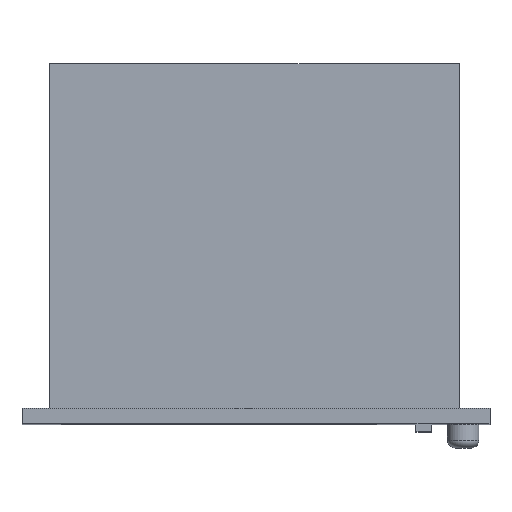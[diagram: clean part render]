
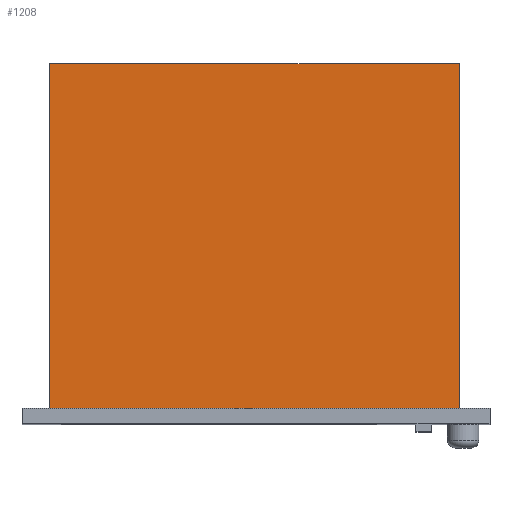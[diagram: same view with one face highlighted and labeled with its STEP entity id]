
A CAD part, top view. The second image highlights one B-rep face of the part: STEP entity #1208.
In plain terms, the highlighted planar face has unit normal (0, 0, 1).
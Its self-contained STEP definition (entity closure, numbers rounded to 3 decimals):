
#482 = PLANE('',#483);
#483 = AXIS2_PLACEMENT_3D('',#484,#485,#486);
#484 = CARTESIAN_POINT('',(297.,0.,229.5));
#485 = DIRECTION('',(0.,-1.,0.));
#486 = DIRECTION('',(0.,0.,-1.));
#855 = VERTEX_POINT('',#856);
#856 = CARTESIAN_POINT('',(35.,0.,405.));
#870 = PLANE('',#871);
#871 = AXIS2_PLACEMENT_3D('',#872,#873,#874);
#872 = CARTESIAN_POINT('',(35.,0.,405.));
#873 = DIRECTION('',(-1.,0.,0.));
#874 = DIRECTION('',(0.,0.,-1.));
#882 = EDGE_CURVE('',#883,#855,#885,.T.);
#883 = VERTEX_POINT('',#884);
#884 = CARTESIAN_POINT('',(555.,0.,405.));
#885 = SURFACE_CURVE('',#886,(#890,#897),.PCURVE_S1.);
#886 = LINE('',#887,#888);
#887 = CARTESIAN_POINT('',(555.,0.,405.));
#888 = VECTOR('',#889,1.);
#889 = DIRECTION('',(-1.,-0.,0.));
#890 = PCURVE('',#482,#891);
#891 = DEFINITIONAL_REPRESENTATION('',(#892),#896);
#892 = LINE('',#893,#894);
#893 = CARTESIAN_POINT('',(-175.5,258.));
#894 = VECTOR('',#895,1.);
#895 = DIRECTION('',(0.,-1.));
#896 = ( GEOMETRIC_REPRESENTATION_CONTEXT(2) 
PARAMETRIC_REPRESENTATION_CONTEXT() REPRESENTATION_CONTEXT('2D SPACE',''
  ) );
#897 = PCURVE('',#898,#903);
#898 = PLANE('',#899);
#899 = AXIS2_PLACEMENT_3D('',#900,#901,#902);
#900 = CARTESIAN_POINT('',(555.,0.,405.));
#901 = DIRECTION('',(0.,0.,1.));
#902 = DIRECTION('',(-1.,0.,0.));
#903 = DEFINITIONAL_REPRESENTATION('',(#904),#908);
#904 = LINE('',#905,#906);
#905 = CARTESIAN_POINT('',(0.,0.));
#906 = VECTOR('',#907,1.);
#907 = DIRECTION('',(1.,0.));
#908 = ( GEOMETRIC_REPRESENTATION_CONTEXT(2) 
PARAMETRIC_REPRESENTATION_CONTEXT() REPRESENTATION_CONTEXT('2D SPACE',''
  ) );
#924 = PLANE('',#925);
#925 = AXIS2_PLACEMENT_3D('',#926,#927,#928);
#926 = CARTESIAN_POINT('',(555.,0.,55.));
#927 = DIRECTION('',(1.,0.,0.));
#928 = DIRECTION('',(0.,0.,1.));
#1126 = PLANE('',#1127);
#1127 = AXIS2_PLACEMENT_3D('',#1128,#1129,#1130);
#1128 = CARTESIAN_POINT('',(295.,437.,230.));
#1129 = DIRECTION('',(0.,-1.,0.));
#1130 = DIRECTION('',(0.,0.,-1.));
#1165 = VERTEX_POINT('',#1166);
#1166 = CARTESIAN_POINT('',(555.,437.,405.));
#1187 = EDGE_CURVE('',#883,#1165,#1188,.T.);
#1188 = SURFACE_CURVE('',#1189,(#1193,#1200),.PCURVE_S1.);
#1189 = LINE('',#1190,#1191);
#1190 = CARTESIAN_POINT('',(555.,0.,405.));
#1191 = VECTOR('',#1192,1.);
#1192 = DIRECTION('',(0.,1.,0.));
#1193 = PCURVE('',#924,#1194);
#1194 = DEFINITIONAL_REPRESENTATION('',(#1195),#1199);
#1195 = LINE('',#1196,#1197);
#1196 = CARTESIAN_POINT('',(350.,0.));
#1197 = VECTOR('',#1198,1.);
#1198 = DIRECTION('',(0.,-1.));
#1199 = ( GEOMETRIC_REPRESENTATION_CONTEXT(2) 
PARAMETRIC_REPRESENTATION_CONTEXT() REPRESENTATION_CONTEXT('2D SPACE',''
  ) );
#1200 = PCURVE('',#898,#1201);
#1201 = DEFINITIONAL_REPRESENTATION('',(#1202),#1206);
#1202 = LINE('',#1203,#1204);
#1203 = CARTESIAN_POINT('',(0.,0.));
#1204 = VECTOR('',#1205,1.);
#1205 = DIRECTION('',(0.,-1.));
#1206 = ( GEOMETRIC_REPRESENTATION_CONTEXT(2) 
PARAMETRIC_REPRESENTATION_CONTEXT() REPRESENTATION_CONTEXT('2D SPACE',''
  ) );
#1208 = ADVANCED_FACE('',(#1209),#898,.T.);
#1209 = FACE_BOUND('',#1210,.T.);
#1210 = EDGE_LOOP('',(#1211,#1212,#1235,#1256));
#1211 = ORIENTED_EDGE('',*,*,#1187,.T.);
#1212 = ORIENTED_EDGE('',*,*,#1213,.T.);
#1213 = EDGE_CURVE('',#1165,#1214,#1216,.T.);
#1214 = VERTEX_POINT('',#1215);
#1215 = CARTESIAN_POINT('',(35.,437.,405.));
#1216 = SURFACE_CURVE('',#1217,(#1221,#1228),.PCURVE_S1.);
#1217 = LINE('',#1218,#1219);
#1218 = CARTESIAN_POINT('',(555.,437.,405.));
#1219 = VECTOR('',#1220,1.);
#1220 = DIRECTION('',(-1.,-0.,0.));
#1221 = PCURVE('',#898,#1222);
#1222 = DEFINITIONAL_REPRESENTATION('',(#1223),#1227);
#1223 = LINE('',#1224,#1225);
#1224 = CARTESIAN_POINT('',(0.,-437.));
#1225 = VECTOR('',#1226,1.);
#1226 = DIRECTION('',(1.,0.));
#1227 = ( GEOMETRIC_REPRESENTATION_CONTEXT(2) 
PARAMETRIC_REPRESENTATION_CONTEXT() REPRESENTATION_CONTEXT('2D SPACE',''
  ) );
#1228 = PCURVE('',#1126,#1229);
#1229 = DEFINITIONAL_REPRESENTATION('',(#1230),#1234);
#1230 = LINE('',#1231,#1232);
#1231 = CARTESIAN_POINT('',(-175.,260.));
#1232 = VECTOR('',#1233,1.);
#1233 = DIRECTION('',(0.,-1.));
#1234 = ( GEOMETRIC_REPRESENTATION_CONTEXT(2) 
PARAMETRIC_REPRESENTATION_CONTEXT() REPRESENTATION_CONTEXT('2D SPACE',''
  ) );
#1235 = ORIENTED_EDGE('',*,*,#1236,.F.);
#1236 = EDGE_CURVE('',#855,#1214,#1237,.T.);
#1237 = SURFACE_CURVE('',#1238,(#1242,#1249),.PCURVE_S1.);
#1238 = LINE('',#1239,#1240);
#1239 = CARTESIAN_POINT('',(35.,0.,405.));
#1240 = VECTOR('',#1241,1.);
#1241 = DIRECTION('',(0.,1.,0.));
#1242 = PCURVE('',#898,#1243);
#1243 = DEFINITIONAL_REPRESENTATION('',(#1244),#1248);
#1244 = LINE('',#1245,#1246);
#1245 = CARTESIAN_POINT('',(520.,0.));
#1246 = VECTOR('',#1247,1.);
#1247 = DIRECTION('',(0.,-1.));
#1248 = ( GEOMETRIC_REPRESENTATION_CONTEXT(2) 
PARAMETRIC_REPRESENTATION_CONTEXT() REPRESENTATION_CONTEXT('2D SPACE',''
  ) );
#1249 = PCURVE('',#870,#1250);
#1250 = DEFINITIONAL_REPRESENTATION('',(#1251),#1255);
#1251 = LINE('',#1252,#1253);
#1252 = CARTESIAN_POINT('',(0.,0.));
#1253 = VECTOR('',#1254,1.);
#1254 = DIRECTION('',(0.,-1.));
#1255 = ( GEOMETRIC_REPRESENTATION_CONTEXT(2) 
PARAMETRIC_REPRESENTATION_CONTEXT() REPRESENTATION_CONTEXT('2D SPACE',''
  ) );
#1256 = ORIENTED_EDGE('',*,*,#882,.F.);
